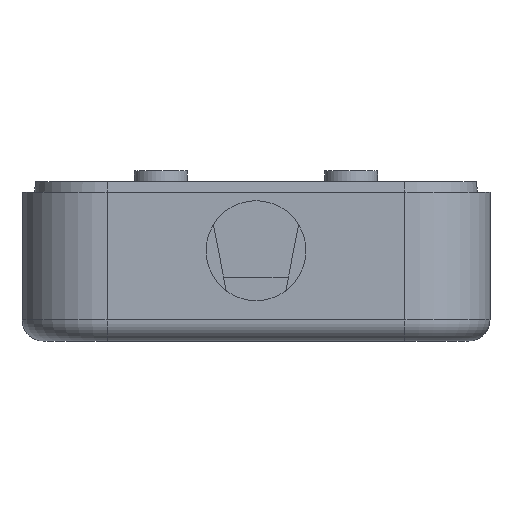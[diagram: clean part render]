
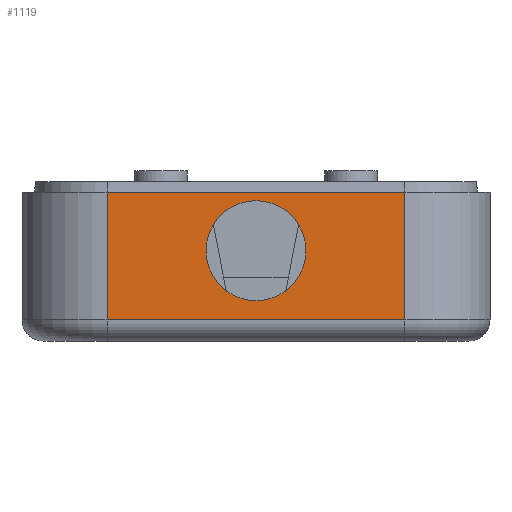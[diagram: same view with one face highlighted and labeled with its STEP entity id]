
A CAD part, front view. The second image highlights one B-rep face of the part: STEP entity #1119.
In plain terms, the highlighted planar face has unit normal (0, -1, 0).
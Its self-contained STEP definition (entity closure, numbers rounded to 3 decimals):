
#128 = ORIENTED_EDGE ( 'NONE', *, *, #3784, .F. ) ;
#144 = CARTESIAN_POINT ( 'NONE',  ( 0., -150.13, -6.5 ) ) ;
#178 = ORIENTED_EDGE ( 'NONE', *, *, #3356, .F. ) ;
#317 = VERTEX_POINT ( 'NONE', #1819 ) ;
#395 = DIRECTION ( 'NONE',  ( 0., 0., 1. ) ) ;
#493 = DIRECTION ( 'NONE',  ( 1., 0., 0. ) ) ;
#501 = DIRECTION ( 'NONE',  ( 0., -1., 0. ) ) ;
#549 = ORIENTED_EDGE ( 'NONE', *, *, #3696, .T. ) ;
#608 = CIRCLE ( 'NONE', #1165, 4.7 ) ;
#617 = VECTOR ( 'NONE', #493, 1000. ) ;
#618 = DIRECTION ( 'NONE',  ( 0., 0., -1. ) ) ;
#675 = VERTEX_POINT ( 'NONE', #734 ) ;
#734 = CARTESIAN_POINT ( 'NONE',  ( 14., -150.13, -1. ) ) ;
#780 = EDGE_LOOP ( 'NONE', ( #178, #128 ) ) ;
#954 = EDGE_CURVE ( 'NONE', #675, #1656, #3895, .T. ) ;
#1031 = CARTESIAN_POINT ( 'NONE',  ( -14., -150.13, -13. ) ) ;
#1043 = LINE ( 'NONE', #3345, #3724 ) ;
#1119 = ADVANCED_FACE ( 'NONE', ( #3542, #1581 ), #3566, .T. ) ;
#1146 = DIRECTION ( 'NONE',  ( 0., 0., -1. ) ) ;
#1147 = VECTOR ( 'NONE', #1557, 1000. ) ;
#1165 = AXIS2_PLACEMENT_3D ( 'NONE', #144, #501, #1146 ) ;
#1217 = DIRECTION ( 'NONE',  ( 0., -1., 0. ) ) ;
#1239 = CARTESIAN_POINT ( 'NONE',  ( -22., -150.13, -15. ) ) ;
#1240 = EDGE_CURVE ( 'NONE', #1656, #1266, #1466, .T. ) ;
#1266 = VERTEX_POINT ( 'NONE', #1031 ) ;
#1466 = LINE ( 'NONE', #1801, #1147 ) ;
#1487 = CARTESIAN_POINT ( 'NONE',  ( -14., -150.13, -1. ) ) ;
#1557 = DIRECTION ( 'NONE',  ( 0., 0., -1. ) ) ;
#1581 = FACE_OUTER_BOUND ( 'NONE', #3219, .T. ) ;
#1656 = VERTEX_POINT ( 'NONE', #1487 ) ;
#1801 = CARTESIAN_POINT ( 'NONE',  ( -14., -150.13, -15. ) ) ;
#1819 = CARTESIAN_POINT ( 'NONE',  ( 0., -150.13, -1.8 ) ) ;
#1977 = ORIENTED_EDGE ( 'NONE', *, *, #1240, .T. ) ;
#2160 = ORIENTED_EDGE ( 'NONE', *, *, #954, .T. ) ;
#2388 = ORIENTED_EDGE ( 'NONE', *, *, #4041, .T. ) ;
#2406 = CARTESIAN_POINT ( 'NONE',  ( 14., -150.13, -13. ) ) ;
#2442 = VERTEX_POINT ( 'NONE', #3342 ) ;
#2843 = DIRECTION ( 'NONE',  ( 0., 0., -1. ) ) ;
#2882 = DIRECTION ( 'NONE',  ( 0., -1., 0. ) ) ;
#3088 = CARTESIAN_POINT ( 'NONE',  ( 14., -150.13, -13. ) ) ;
#3165 = CARTESIAN_POINT ( 'NONE',  ( 0., -150.13, -6.5 ) ) ;
#3219 = EDGE_LOOP ( 'NONE', ( #2388, #2160, #1977, #549 ) ) ;
#3287 = VECTOR ( 'NONE', #3573, 1000. ) ;
#3342 = CARTESIAN_POINT ( 'NONE',  ( 0., -150.13, -11.2 ) ) ;
#3343 = VERTEX_POINT ( 'NONE', #3088 ) ;
#3345 = CARTESIAN_POINT ( 'NONE',  ( 14., -150.13, -15. ) ) ;
#3356 = EDGE_CURVE ( 'NONE', #2442, #317, #608, .T. ) ;
#3542 = FACE_BOUND ( 'NONE', #780, .T. ) ;
#3552 = AXIS2_PLACEMENT_3D ( 'NONE', #1239, #2882, #618 ) ;
#3566 = PLANE ( 'NONE',  #3552 ) ;
#3573 = DIRECTION ( 'NONE',  ( -1., 0., 0. ) ) ;
#3696 = EDGE_CURVE ( 'NONE', #1266, #3343, #3767, .T. ) ;
#3724 = VECTOR ( 'NONE', #395, 1000. ) ;
#3767 = LINE ( 'NONE', #2406, #617 ) ;
#3784 = EDGE_CURVE ( 'NONE', #317, #2442, #3927, .T. ) ;
#3877 = CARTESIAN_POINT ( 'NONE',  ( -22., -150.13, -1. ) ) ;
#3895 = LINE ( 'NONE', #3877, #3287 ) ;
#3927 = CIRCLE ( 'NONE', #3999, 4.7 ) ;
#3999 = AXIS2_PLACEMENT_3D ( 'NONE', #3165, #1217, #2843 ) ;
#4041 = EDGE_CURVE ( 'NONE', #3343, #675, #1043, .T. ) ;
